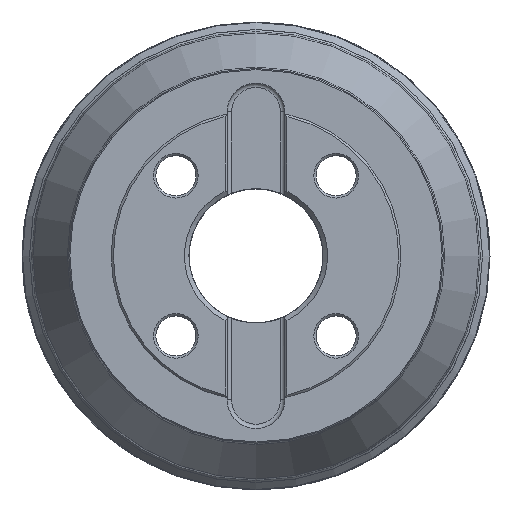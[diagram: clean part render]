
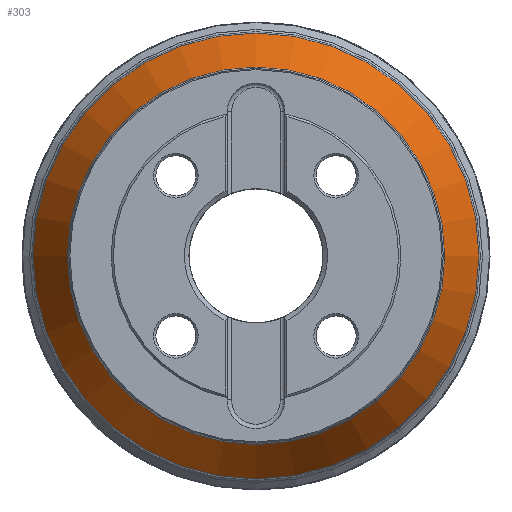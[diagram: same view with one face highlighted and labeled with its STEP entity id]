
A CAD part, top view. The second image highlights one B-rep face of the part: STEP entity #303.
In plain terms, the highlighted conical face has half-angle 29.324 degrees and reference radius 84 mm.
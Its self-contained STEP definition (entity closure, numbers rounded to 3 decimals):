
#303=ADVANCED_FACE('',(#619,#620),#400,.T.);
#400=CONICAL_SURFACE('',#1782,84.,29.324);
#465=CIRCLE('',#1780,99.958);
#466=CIRCLE('',#1781,84.641);
#619=FACE_BOUND('',#813,.T.);
#620=FACE_BOUND('',#814,.T.);
#813=EDGE_LOOP('',(#1033));
#814=EDGE_LOOP('',(#1034));
#1033=ORIENTED_EDGE('',*,*,#1531,.T.);
#1034=ORIENTED_EDGE('',*,*,#1532,.T.);
#1377=VERTEX_POINT('',#2818);
#1378=VERTEX_POINT('',#2820);
#1531=EDGE_CURVE('',#1377,#1377,#465,.T.);
#1532=EDGE_CURVE('',#1378,#1378,#466,.T.);
#1780=AXIS2_PLACEMENT_3D('',#2817,#2080,#2081);
#1781=AXIS2_PLACEMENT_3D('',#2819,#2082,#2083);
#1782=AXIS2_PLACEMENT_3D('',#2821,#2084,#2085);
#2080=DIRECTION('',(0.,0.,1.));
#2081=DIRECTION('',(1.,0.,0.));
#2082=DIRECTION('',(0.,0.,-1.));
#2083=DIRECTION('',(-1.,0.,0.));
#2084=DIRECTION('',(0.,0.,-1.));
#2085=DIRECTION('',(-1.,0.,0.));
#2817=CARTESIAN_POINT('',(0.,0.,-41.409));
#2818=CARTESIAN_POINT('',(99.958,0.,-41.409));
#2819=CARTESIAN_POINT('',(0.,0.,-14.141));
#2820=CARTESIAN_POINT('',(-84.641,0.,-14.141));
#2821=CARTESIAN_POINT('',(0.,0.,-13.));
